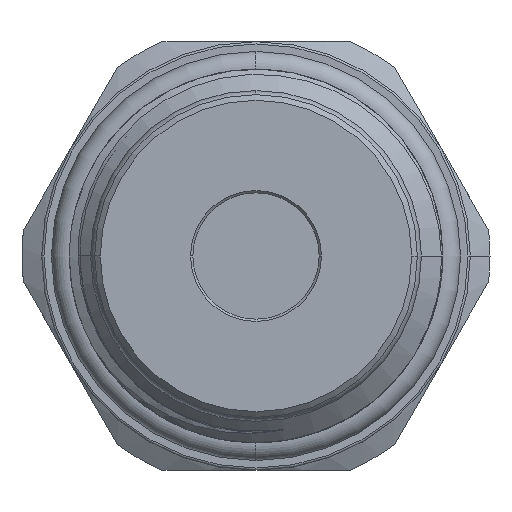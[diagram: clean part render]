
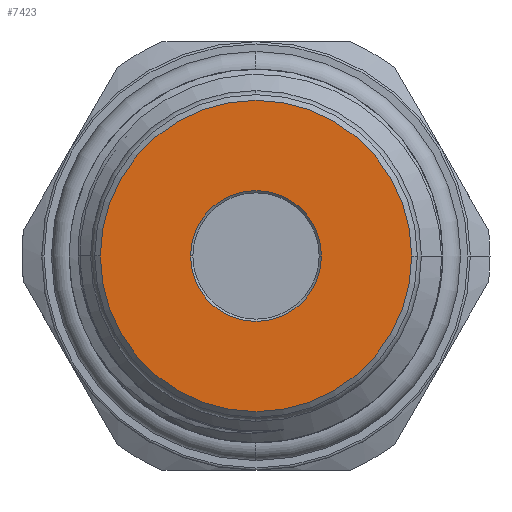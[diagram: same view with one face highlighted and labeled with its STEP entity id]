
A CAD part, left-side view. The second image highlights one B-rep face of the part: STEP entity #7423.
In plain terms, the highlighted planar face has unit normal (-1, 0, 0).
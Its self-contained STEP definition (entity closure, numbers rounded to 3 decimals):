
#427 = AXIS2_PLACEMENT_3D ( 'NONE', #6344, #6341, #6337 ) ;
#456 = AXIS2_PLACEMENT_3D ( 'NONE', #3814, #3823, #3825 ) ;
#466 = AXIS2_PLACEMENT_3D ( 'NONE', #3986, #4125, #3982 ) ;
#738 = AXIS2_PLACEMENT_3D ( 'NONE', #10237, #10244, #10252 ) ;
#767 = AXIS2_PLACEMENT_3D ( 'NONE', #5209, #5217, #5215 ) ;
#943 = EDGE_CURVE ( 'NONE', #2742, #2583, #8713, .T. ) ;
#2583 = VERTEX_POINT ( 'NONE', #10448 ) ;
#2634 = VERTEX_POINT ( 'NONE', #10458 ) ;
#2742 = VERTEX_POINT ( 'NONE', #10525 ) ;
#2768 = VERTEX_POINT ( 'NONE', #10569 ) ;
#3113 = EDGE_LOOP ( 'NONE', ( #11174, #10753 ) ) ;
#3332 = EDGE_LOOP ( 'NONE', ( #11719, #11081 ) ) ;
#3814 = CARTESIAN_POINT ( 'NONE',  ( -77.1, 0., 0. ) ) ;
#3823 = DIRECTION ( 'NONE',  ( -1., 0., 0. ) ) ;
#3825 = DIRECTION ( 'NONE',  ( 0., 1., 0. ) ) ;
#3982 = DIRECTION ( 'NONE',  ( 0., 1., 0. ) ) ;
#3986 = CARTESIAN_POINT ( 'NONE',  ( -77.1, 0., 0. ) ) ;
#4125 = DIRECTION ( 'NONE',  ( 1., 0., 0. ) ) ;
#5209 = CARTESIAN_POINT ( 'NONE',  ( -77.1, 0., 0. ) ) ;
#5211 = PLANE ( 'NONE',  #767 ) ;
#5215 = DIRECTION ( 'NONE',  ( 0., 1., 0. ) ) ;
#5217 = DIRECTION ( 'NONE',  ( -1., 0., 0. ) ) ;
#6337 = DIRECTION ( 'NONE',  ( 0., 1., 0. ) ) ;
#6341 = DIRECTION ( 'NONE',  ( 1., 0., 0. ) ) ;
#6344 = CARTESIAN_POINT ( 'NONE',  ( -77.1, 0., 0. ) ) ;
#7423 = ADVANCED_FACE ( 'NONE', ( #8951, #8986 ), #5211, .T. ) ;
#8713 = CIRCLE ( 'NONE', #738, 13.8 ) ;
#8951 = FACE_BOUND ( 'NONE', #3113, .T. ) ;
#8986 = FACE_OUTER_BOUND ( 'NONE', #3332, .T. ) ;
#9155 = EDGE_CURVE ( 'NONE', #2768, #2634, #9805, .T. ) ;
#9264 = EDGE_CURVE ( 'NONE', #2583, #2742, #9653, .T. ) ;
#9265 = EDGE_CURVE ( 'NONE', #2634, #2768, #9546, .T. ) ;
#9546 = CIRCLE ( 'NONE', #466, 5.8 ) ;
#9653 = CIRCLE ( 'NONE', #456, 13.8 ) ;
#9805 = CIRCLE ( 'NONE', #427, 5.8 ) ;
#10237 = CARTESIAN_POINT ( 'NONE',  ( -77.1, 0., 0. ) ) ;
#10244 = DIRECTION ( 'NONE',  ( -1., 0., 0. ) ) ;
#10252 = DIRECTION ( 'NONE',  ( 0., 1., 0. ) ) ;
#10448 = CARTESIAN_POINT ( 'NONE',  ( -77.1, -13.8, 0. ) ) ;
#10458 = CARTESIAN_POINT ( 'NONE',  ( -77.1, -5.8, 0. ) ) ;
#10525 = CARTESIAN_POINT ( 'NONE',  ( -77.1, 13.8, 0. ) ) ;
#10569 = CARTESIAN_POINT ( 'NONE',  ( -77.1, 5.8, 0. ) ) ;
#10753 = ORIENTED_EDGE ( 'NONE', *, *, #9265, .T. ) ;
#11081 = ORIENTED_EDGE ( 'NONE', *, *, #943, .T. ) ;
#11174 = ORIENTED_EDGE ( 'NONE', *, *, #9155, .T. ) ;
#11719 = ORIENTED_EDGE ( 'NONE', *, *, #9264, .T. ) ;
